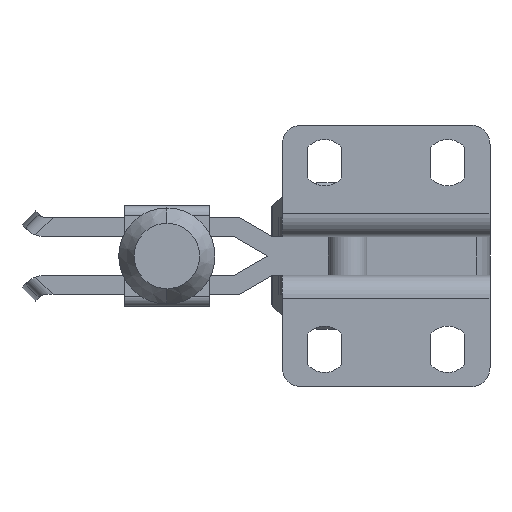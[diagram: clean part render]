
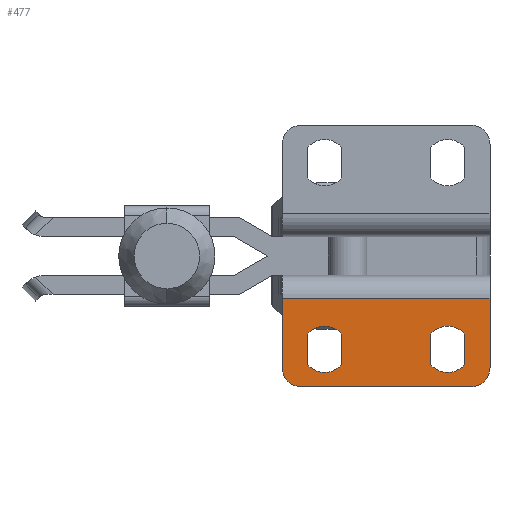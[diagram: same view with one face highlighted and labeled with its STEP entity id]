
A CAD part, front view. The second image highlights one B-rep face of the part: STEP entity #477.
In plain terms, the highlighted planar face has unit normal (0, -1, 0).
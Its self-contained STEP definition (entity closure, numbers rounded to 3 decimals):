
#477=ADVANCED_FACE('NONE',(#1303,#1304,#1305),#1306,.T.);
#1303=FACE_OUTER_BOUND('',#2572,.T.);
#1304=FACE_BOUND('',#2573,.T.);
#1305=FACE_BOUND('',#2574,.T.);
#1306=PLANE('',#2575);
#2572=EDGE_LOOP('',(#4340,#4341,#4342,#4343,#4344,#4345));
#2573=EDGE_LOOP('',(#4346,#4347,#4348,#4349,#4350,#4351));
#2574=EDGE_LOOP('',(#4352,#4353,#4354,#4355,#4356,#4357));
#2575=AXIS2_PLACEMENT_3D('',#4358,#4359,#4360);
#4340=ORIENTED_EDGE('',*,*,#7558,.T.);
#4341=ORIENTED_EDGE('',*,*,#7596,.T.);
#4342=ORIENTED_EDGE('',*,*,#7597,.T.);
#4343=ORIENTED_EDGE('',*,*,#7593,.F.);
#4344=ORIENTED_EDGE('',*,*,#7546,.F.);
#4345=ORIENTED_EDGE('',*,*,#7553,.T.);
#4346=ORIENTED_EDGE('',*,*,#7598,.T.);
#4347=ORIENTED_EDGE('',*,*,#7599,.T.);
#4348=ORIENTED_EDGE('',*,*,#7464,.T.);
#4349=ORIENTED_EDGE('',*,*,#7600,.T.);
#4350=ORIENTED_EDGE('',*,*,#7498,.T.);
#4351=ORIENTED_EDGE('',*,*,#7601,.T.);
#4352=ORIENTED_EDGE('',*,*,#7602,.T.);
#4353=ORIENTED_EDGE('',*,*,#7603,.T.);
#4354=ORIENTED_EDGE('',*,*,#7459,.T.);
#4355=ORIENTED_EDGE('',*,*,#7604,.T.);
#4356=ORIENTED_EDGE('',*,*,#7503,.T.);
#4357=ORIENTED_EDGE('',*,*,#7605,.T.);
#4358=CARTESIAN_POINT('',(0.0,0.0,-5.5));
#4359=DIRECTION('',(0.0,-1.0,0.0));
#4360=DIRECTION('',(0.0,0.0,-1.0));
#7459=EDGE_CURVE('NONE',#8812,#8816,#8818,.T.);
#7464=EDGE_CURVE('NONE',#8821,#8825,#8827,.T.);
#7498=EDGE_CURVE('NONE',#8886,#8884,#8887,.T.);
#7503=EDGE_CURVE('NONE',#8895,#8893,#8896,.T.);
#7546=EDGE_CURVE('NONE',#8959,#8961,#8962,.T.);
#7553=EDGE_CURVE('NONE',#8959,#8971,#8973,.T.);
#7558=EDGE_CURVE('NONE',#8971,#8980,#8982,.T.);
#7593=EDGE_CURVE('NONE',#8961,#9035,#9036,.T.);
#7596=EDGE_CURVE('NONE',#8980,#9039,#9040,.T.);
#7597=EDGE_CURVE('NONE',#9039,#9035,#9041,.T.);
#7598=EDGE_CURVE('NONE',#9042,#9043,#9044,.T.);
#7599=EDGE_CURVE('NONE',#9043,#8821,#9045,.T.);
#7600=EDGE_CURVE('NONE',#8825,#8886,#9046,.T.);
#7601=EDGE_CURVE('NONE',#8884,#9042,#9047,.T.);
#7602=EDGE_CURVE('NONE',#9048,#9049,#9050,.T.);
#7603=EDGE_CURVE('NONE',#9049,#8812,#9051,.T.);
#7604=EDGE_CURVE('NONE',#8816,#8895,#9052,.T.);
#7605=EDGE_CURVE('NONE',#8893,#9048,#9053,.T.);
#8812=VERTEX_POINT('',#10793);
#8816=VERTEX_POINT('NONE',#10798);
#8818=CIRCLE('',#10801,3.);
#8821=VERTEX_POINT('',#10804);
#8825=VERTEX_POINT('NONE',#10809);
#8827=CIRCLE('',#10812,3.);
#8884=VERTEX_POINT('NONE',#10897);
#8886=VERTEX_POINT('NONE',#10900);
#8887=CIRCLE('',#10901,3.);
#8893=VERTEX_POINT('NONE',#10908);
#8895=VERTEX_POINT('NONE',#10911);
#8896=CIRCLE('',#10912,3.);
#8959=VERTEX_POINT('NONE',#10993);
#8961=VERTEX_POINT('NONE',#10995);
#8962=LINE('',#10996,#10997);
#8971=VERTEX_POINT('NONE',#11009);
#8973=LINE('',#11011,#11012);
#8980=VERTEX_POINT('NONE',#11020);
#8982=LINE('',#11023,#11024);
#9035=VERTEX_POINT('NONE',#11095);
#9036=CIRCLE('',#11096,2.5);
#9039=VERTEX_POINT('NONE',#11100);
#9040=CIRCLE('',#11101,2.5);
#9041=LINE('',#11102,#11103);
#9042=VERTEX_POINT('NONE',#11104);
#9043=VERTEX_POINT('NONE',#11105);
#9044=LINE('',#11106,#11107);
#9045=CIRCLE('',#11108,3.);
#9046=LINE('',#11109,#11110);
#9047=CIRCLE('',#11111,3.);
#9048=VERTEX_POINT('NONE',#11112);
#9049=VERTEX_POINT('NONE',#11113);
#9050=LINE('',#11114,#11115);
#9051=CIRCLE('',#11116,3.);
#9052=LINE('',#11117,#11118);
#9053=CIRCLE('',#11119,3.);
#10793=CARTESIAN_POINT('',(5.5,0.0,-9.125));
#10798=CARTESIAN_POINT('',(7.75,0.0,-10.141));
#10801=AXIS2_PLACEMENT_3D('',#14165,#14166,#14167);
#10804=CARTESIAN_POINT('',(21.5,0.0,-9.125));
#10809=CARTESIAN_POINT('',(23.75,0.0,-10.141));
#10812=AXIS2_PLACEMENT_3D('',#14173,#14174,#14175);
#10897=CARTESIAN_POINT('',(21.5,0.0,-15.125));
#10900=CARTESIAN_POINT('',(23.75,0.0,-14.109));
#10901=AXIS2_PLACEMENT_3D('',#14230,#14231,#14232);
#10908=CARTESIAN_POINT('',(5.5,0.0,-15.125));
#10911=CARTESIAN_POINT('',(7.75,0.0,-14.109));
#10912=AXIS2_PLACEMENT_3D('',#14238,#14239,#14240);
#10993=CARTESIAN_POINT('',(27.0,0.,-5.5));
#10995=CARTESIAN_POINT('',(27.0,0.,-14.5));
#10996=CARTESIAN_POINT('',(27.0,0.,-5.5));
#10997=VECTOR('',#14301,1000.0);
#11009=CARTESIAN_POINT('',(0.0,0.,-5.5));
#11011=CARTESIAN_POINT('',(0.0,0.0,-5.5));
#11012=VECTOR('',#14311,1000.0);
#11020=CARTESIAN_POINT('',(0.0,0.,-14.5));
#11023=CARTESIAN_POINT('',(0.0,0.,-5.5));
#11024=VECTOR('',#14317,1000.0);
#11095=CARTESIAN_POINT('',(24.5,0.0,-17.0));
#11096=AXIS2_PLACEMENT_3D('',#14369,#14370,#14371);
#11100=CARTESIAN_POINT('',(2.5,0.0,-17.0));
#11101=AXIS2_PLACEMENT_3D('',#14373,#14374,#14375);
#11102=CARTESIAN_POINT('',(0.0,0.0,-17.0));
#11103=VECTOR('',#14376,1000.0);
#11104=CARTESIAN_POINT('',(19.25,0.0,-14.109));
#11105=CARTESIAN_POINT('',(19.25,0.0,-10.141));
#11106=CARTESIAN_POINT('',(19.25,0.0,-5.5));
#11107=VECTOR('',#14377,1000.0);
#11108=AXIS2_PLACEMENT_3D('',#14378,#14379,#14380);
#11109=CARTESIAN_POINT('',(23.75,0.0,-5.5));
#11110=VECTOR('',#14381,1000.0);
#11111=AXIS2_PLACEMENT_3D('',#14382,#14383,#14384);
#11112=CARTESIAN_POINT('',(3.25,0.0,-14.109));
#11113=CARTESIAN_POINT('',(3.25,0.0,-10.141));
#11114=CARTESIAN_POINT('',(3.25,0.0,-5.5));
#11115=VECTOR('',#14385,1000.0);
#11116=AXIS2_PLACEMENT_3D('',#14386,#14387,#14388);
#11117=CARTESIAN_POINT('',(7.75,0.0,-5.5));
#11118=VECTOR('',#14389,1000.0);
#11119=AXIS2_PLACEMENT_3D('',#14390,#14391,#14392);
#14165=CARTESIAN_POINT('',(5.5,0.0,-12.125));
#14166=DIRECTION('',(0.0,1.0,0.0));
#14167=DIRECTION('',(0.,0.0,-1.0));
#14173=CARTESIAN_POINT('',(21.5,0.0,-12.125));
#14174=DIRECTION('',(0.0,1.0,0.0));
#14175=DIRECTION('',(0.0,0.0,-1.0));
#14230=CARTESIAN_POINT('',(21.5,0.0,-12.125));
#14231=DIRECTION('',(0.0,1.0,0.0));
#14232=DIRECTION('',(0.,0.0,-1.0));
#14238=CARTESIAN_POINT('',(5.5,0.0,-12.125));
#14239=DIRECTION('',(0.0,1.0,0.0));
#14240=DIRECTION('',(0.,0.0,-1.0));
#14301=DIRECTION('',(0.0,0.0,-1.0));
#14311=DIRECTION('',(-1.0,-0.0,-0.0));
#14317=DIRECTION('',(0.0,0.0,-1.0));
#14369=CARTESIAN_POINT('',(24.5,0.0,-14.5));
#14370=DIRECTION('',(0.0,1.0,0.0));
#14371=DIRECTION('',(0.0,0.0,-1.0));
#14373=CARTESIAN_POINT('',(2.5,0.0,-14.5));
#14374=DIRECTION('',(0.0,-1.0,0.0));
#14375=DIRECTION('',(0.0,0.0,-1.0));
#14376=DIRECTION('',(1.0,0.0,0.0));
#14377=DIRECTION('',(-0.0,0.0,1.0));
#14378=CARTESIAN_POINT('',(21.5,0.0,-12.125));
#14379=DIRECTION('',(0.0,1.0,0.0));
#14380=DIRECTION('',(0.0,0.0,-1.0));
#14381=DIRECTION('',(0.0,-0.0,-1.0));
#14382=CARTESIAN_POINT('',(21.5,0.0,-12.125));
#14383=DIRECTION('',(0.0,1.0,0.0));
#14384=DIRECTION('',(0.0,0.0,-1.0));
#14385=DIRECTION('',(-0.0,0.0,1.0));
#14386=CARTESIAN_POINT('',(5.5,0.0,-12.125));
#14387=DIRECTION('',(0.0,1.0,0.0));
#14388=DIRECTION('',(0.,0.0,-1.0));
#14389=DIRECTION('',(0.0,-0.0,-1.0));
#14390=CARTESIAN_POINT('',(5.5,0.0,-12.125));
#14391=DIRECTION('',(0.0,1.0,0.0));
#14392=DIRECTION('',(0.0,0.0,-1.0));
